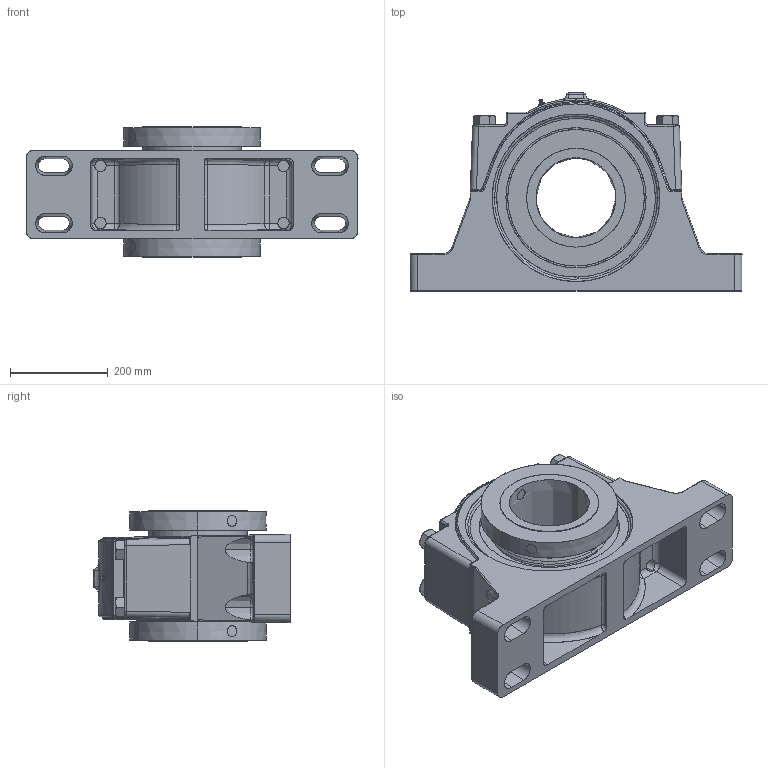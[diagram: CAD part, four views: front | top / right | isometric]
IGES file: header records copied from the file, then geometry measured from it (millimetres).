
Start section: SolidWorks IGES file using analytic representation for surfaces
Global section: file name: USDEFAU08121621108916.igs; native system: SolidWorks 2017; preprocessor: SolidWorks 2017; author: partstream; date: 170812.162119; units: inch
Bounding box: 679.45 x 405.13 x 266.7 mm (x, y, z)
Surface area: 1649735.2 mm2 (no closed solid volume)
Topology: 0 solids, 0 shells, 651 faces, 11609 edges, 11599 vertices
Faces by surface type: bspline 342, revolution 309
